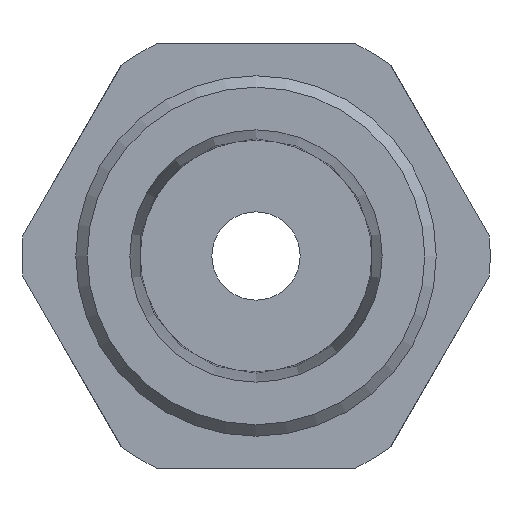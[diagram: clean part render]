
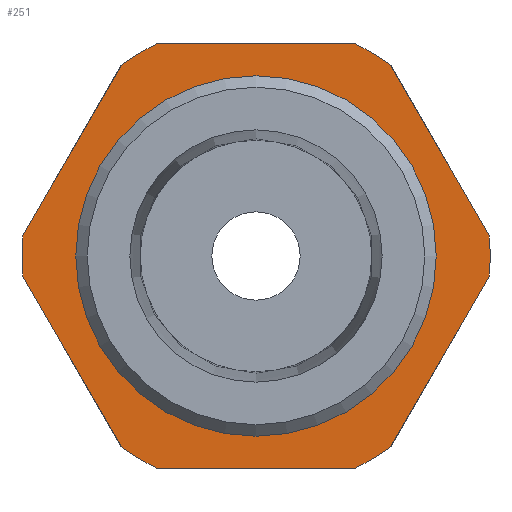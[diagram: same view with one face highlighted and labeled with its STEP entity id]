
A CAD part, left-side view. The second image highlights one B-rep face of the part: STEP entity #251.
In plain terms, the highlighted planar face has unit normal (-1, 0, 0).
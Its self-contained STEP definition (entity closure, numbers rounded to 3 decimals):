
#251 = ADVANCED_FACE( '', ( #533, #534 ), #535, .F. );
#533 = FACE_OUTER_BOUND( '', #824, .T. );
#534 = FACE_BOUND( '', #825, .T. );
#535 = PLANE( '', #826 );
#824 = EDGE_LOOP( '', ( #1443, #1444, #1445, #1446, #1447, #1448, #1449, #1450, #1451, #1452, #1453, #1454 ) );
#825 = EDGE_LOOP( '', ( #1455 ) );
#826 = AXIS2_PLACEMENT_3D( '', #1456, #1457, #1458 );
#1443 = ORIENTED_EDGE( '', *, *, #1708, .F. );
#1444 = ORIENTED_EDGE( '', *, *, #1755, .F. );
#1445 = ORIENTED_EDGE( '', *, *, #1609, .F. );
#1446 = ORIENTED_EDGE( '', *, *, #1791, .F. );
#1447 = ORIENTED_EDGE( '', *, *, #1761, .F. );
#1448 = ORIENTED_EDGE( '', *, *, #1712, .F. );
#1449 = ORIENTED_EDGE( '', *, *, #1773, .F. );
#1450 = ORIENTED_EDGE( '', *, *, #1697, .F. );
#1451 = ORIENTED_EDGE( '', *, *, #1663, .F. );
#1452 = ORIENTED_EDGE( '', *, *, #1738, .F. );
#1453 = ORIENTED_EDGE( '', *, *, #1740, .F. );
#1454 = ORIENTED_EDGE( '', *, *, #1652, .F. );
#1455 = ORIENTED_EDGE( '', *, *, #1792, .T. );
#1456 = CARTESIAN_POINT( '', ( 9., 10.2, 0. ) );
#1457 = DIRECTION( '', ( 1., 0., 0. ) );
#1458 = DIRECTION( '', ( 0., 0., -1. ) );
#1609 = EDGE_CURVE( '', #1913, #1909, #1915, .T. );
#1652 = EDGE_CURVE( '', #1985, #1983, #1987, .T. );
#1663 = EDGE_CURVE( '', #2001, #2003, #2004, .T. );
#1697 = EDGE_CURVE( '', #2003, #2052, #2054, .T. );
#1708 = EDGE_CURVE( '', #2068, #1985, #2070, .T. );
#1712 = EDGE_CURVE( '', #2074, #2072, #2076, .T. );
#1738 = EDGE_CURVE( '', #2110, #2001, #2112, .T. );
#1740 = EDGE_CURVE( '', #1983, #2110, #2114, .T. );
#1755 = EDGE_CURVE( '', #1909, #2068, #2132, .T. );
#1761 = EDGE_CURVE( '', #2072, #2138, #2140, .T. );
#1773 = EDGE_CURVE( '', #2052, #2074, #2155, .T. );
#1791 = EDGE_CURVE( '', #2138, #1913, #2174, .T. );
#1792 = EDGE_CURVE( '', #2175, #2175, #2176, .T. );
#1909 = VERTEX_POINT( '', #2351 );
#1913 = VERTEX_POINT( '', #2356 );
#1915 = CIRCLE( '', #2359, 13.25 );
#1983 = VERTEX_POINT( '', #2481 );
#1985 = VERTEX_POINT( '', #2484 );
#1987 = LINE( '', #2487, #2488 );
#2001 = VERTEX_POINT( '', #2508 );
#2003 = VERTEX_POINT( '', #2511 );
#2004 = CIRCLE( '', #2512, 13.25 );
#2052 = VERTEX_POINT( '', #2570 );
#2054 = LINE( '', #2573, #2574 );
#2068 = VERTEX_POINT( '', #2590 );
#2070 = CIRCLE( '', #2593, 13.25 );
#2072 = VERTEX_POINT( '', #2595 );
#2074 = VERTEX_POINT( '', #2598 );
#2076 = LINE( '', #2601, #2602 );
#2110 = VERTEX_POINT( '', #2681 );
#2112 = LINE( '', #2684, #2685 );
#2114 = CIRCLE( '', #2687, 13.25 );
#2132 = LINE( '', #2707, #2708 );
#2138 = VERTEX_POINT( '', #2715 );
#2140 = CIRCLE( '', #2718, 13.25 );
#2155 = CIRCLE( '', #2734, 13.25 );
#2174 = LINE( '', #2757, #2758 );
#2175 = VERTEX_POINT( '', #2759 );
#2176 = CIRCLE( '', #2760, 10.2 );
#2351 = CARTESIAN_POINT( '', ( 9., 7.583, -10.865 ) );
#2356 = CARTESIAN_POINT( '', ( 9., 5.618, -12. ) );
#2359 = AXIS2_PLACEMENT_3D( '', #2860, #2861, #2862 );
#2481 = CARTESIAN_POINT( '', ( 9., 7.583, 10.865 ) );
#2484 = CARTESIAN_POINT( '', ( 9., 13.201, 1.135 ) );
#2487 = CARTESIAN_POINT( '', ( 9., 13.856, 0. ) );
#2488 = VECTOR( '', #2921, 1000. );
#2508 = CARTESIAN_POINT( '', ( 9., -5.618, 12. ) );
#2511 = CARTESIAN_POINT( '', ( 9., -7.583, 10.865 ) );
#2512 = AXIS2_PLACEMENT_3D( '', #2929, #2930, #2931 );
#2570 = CARTESIAN_POINT( '', ( 9., -13.201, 1.135 ) );
#2573 = CARTESIAN_POINT( '', ( 9., -6.928, 12. ) );
#2574 = VECTOR( '', #2976, 1000. );
#2590 = CARTESIAN_POINT( '', ( 9., 13.201, -1.135 ) );
#2593 = AXIS2_PLACEMENT_3D( '', #2989, #2990, #2991 );
#2595 = CARTESIAN_POINT( '', ( 9., -7.583, -10.865 ) );
#2598 = CARTESIAN_POINT( '', ( 9., -13.201, -1.135 ) );
#2601 = CARTESIAN_POINT( '', ( 9., -13.856, 0. ) );
#2602 = VECTOR( '', #2994, 1000. );
#2681 = CARTESIAN_POINT( '', ( 9., 5.618, 12. ) );
#2684 = CARTESIAN_POINT( '', ( 9., 6.928, 12. ) );
#2685 = VECTOR( '', #3027, 1000. );
#2687 = AXIS2_PLACEMENT_3D( '', #3028, #3029, #3030 );
#2707 = CARTESIAN_POINT( '', ( 9., 6.928, -12. ) );
#2708 = VECTOR( '', #3045, 1000. );
#2715 = CARTESIAN_POINT( '', ( 9., -5.618, -12. ) );
#2718 = AXIS2_PLACEMENT_3D( '', #3051, #3052, #3053 );
#2734 = AXIS2_PLACEMENT_3D( '', #3064, #3065, #3066 );
#2757 = CARTESIAN_POINT( '', ( 9., -6.928, -12. ) );
#2758 = VECTOR( '', #3080, 1000. );
#2759 = CARTESIAN_POINT( '', ( 9., 0., -10.2 ) );
#2760 = AXIS2_PLACEMENT_3D( '', #3081, #3082, #3083 );
#2860 = CARTESIAN_POINT( '', ( 9., 0., 0. ) );
#2861 = DIRECTION( '', ( 1., 0., 0. ) );
#2862 = DIRECTION( '', ( 0., 0., -1. ) );
#2921 = DIRECTION( '', ( 0., -0.5, 0.866 ) );
#2929 = CARTESIAN_POINT( '', ( 9., 0., 0. ) );
#2930 = DIRECTION( '', ( 1., 0., 0. ) );
#2931 = DIRECTION( '', ( 0., 0., -1. ) );
#2976 = DIRECTION( '', ( 0., -0.5, -0.866 ) );
#2989 = CARTESIAN_POINT( '', ( 9., 0., 0. ) );
#2990 = DIRECTION( '', ( 1., 0., 0. ) );
#2991 = DIRECTION( '', ( 0., 0., -1. ) );
#2994 = DIRECTION( '', ( 0., 0.5, -0.866 ) );
#3027 = DIRECTION( '', ( 0., -1., 0. ) );
#3028 = CARTESIAN_POINT( '', ( 9., 0., 0. ) );
#3029 = DIRECTION( '', ( 1., 0., 0. ) );
#3030 = DIRECTION( '', ( 0., 0., -1. ) );
#3045 = DIRECTION( '', ( 0., 0.5, 0.866 ) );
#3051 = CARTESIAN_POINT( '', ( 9., 0., 0. ) );
#3052 = DIRECTION( '', ( 1., 0., 0. ) );
#3053 = DIRECTION( '', ( 0., 0., -1. ) );
#3064 = CARTESIAN_POINT( '', ( 9., 0., 0. ) );
#3065 = DIRECTION( '', ( 1., 0., 0. ) );
#3066 = DIRECTION( '', ( 0., 0., -1. ) );
#3080 = DIRECTION( '', ( 0., 1., 0. ) );
#3081 = CARTESIAN_POINT( '', ( 9., 0., 0. ) );
#3082 = DIRECTION( '', ( 1., 0., 0. ) );
#3083 = DIRECTION( '', ( 0., 0., -1. ) );
